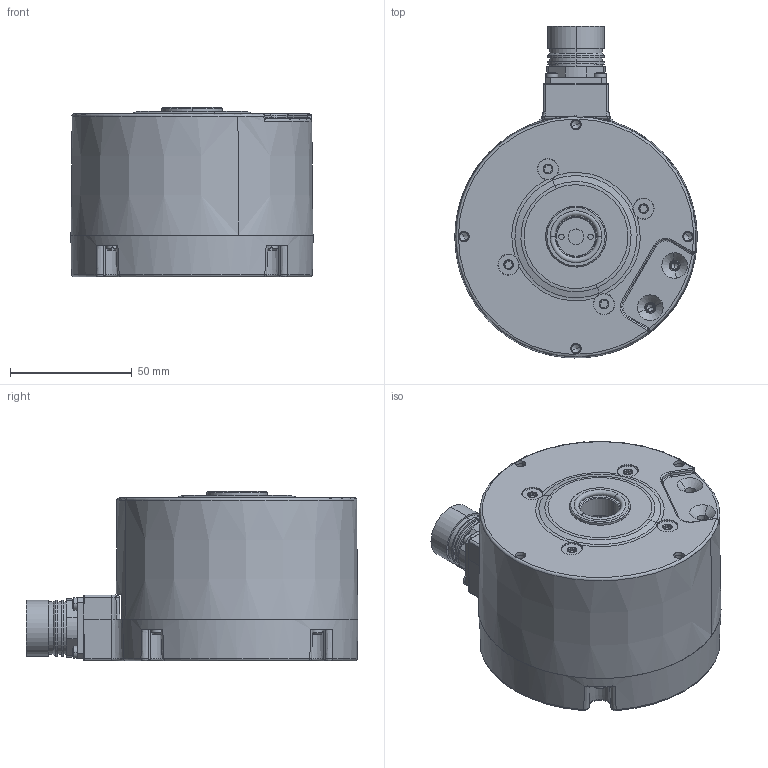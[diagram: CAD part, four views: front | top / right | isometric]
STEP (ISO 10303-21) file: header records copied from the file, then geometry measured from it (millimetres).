
FILE_DESCRIPTION((''),'2;1');
FILE_NAME('727587-01','2013-08-09T',('se2562'),(''),'PRO/ENGINEER BY PARAMETRIC TECHNOLOGY CORPORATION, 2011410','PRO/ENGINEER BY PARAMETRIC TECHNOLOGY CORPORATION, 2011410','');
FILE_SCHEMA(('CONFIG_CONTROL_DESIGN'));
Length unit declared in the file: millimetre
Products named in the file (1): 727587-01
Bounding box: 99.5 x 136.34 x 69.8 mm (x, y, z)
Volume: 246249 mm3; surface area: 114789.2 mm2
Topology: 29 solids, 48 shells, 1353 faces, 3112 edges, 1822 vertices
Faces by surface type: cylinder 475, cone 264, plane 247, torus 157, bspline 108, sphere 102
Entity records: 48067 total; most frequent: CARTESIAN_POINT 18311, DIRECTION 6590, ORIENTED_EDGE 5916, EDGE_CURVE 2958, AXIS2_PLACEMENT_3D 2868, VERTEX_POINT 1822, CIRCLE 1623, EDGE_LOOP 1524
